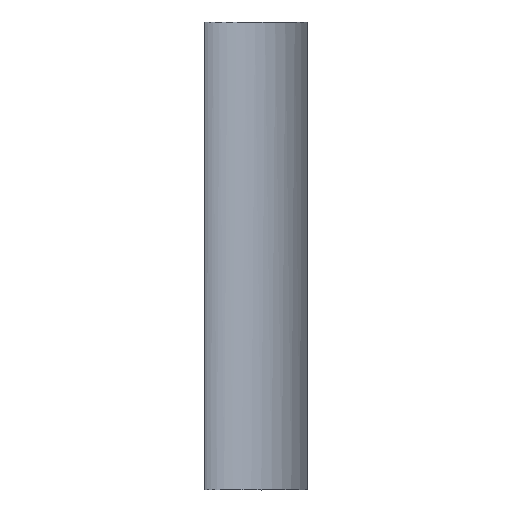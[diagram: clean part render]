
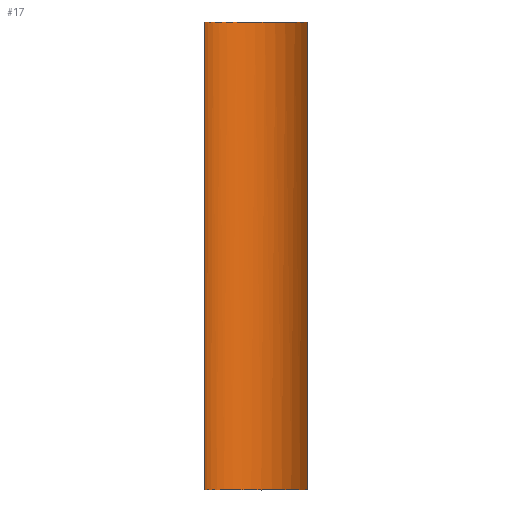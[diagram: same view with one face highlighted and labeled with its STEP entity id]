
A CAD part, top view. The second image highlights one B-rep face of the part: STEP entity #17.
In plain terms, the highlighted cylindrical face has radius 13 mm (diameter 26 mm), a partial arc.
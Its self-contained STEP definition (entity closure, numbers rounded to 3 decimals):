
#17 = ADVANCED_FACE('',(#18),#31,.T.);
#18 = FACE_BOUND('',#19,.T.);
#19 = EDGE_LOOP('',(#20,#41,#81,#95));
#20 = ORIENTED_EDGE('',*,*,#21,.T.);
#21 = EDGE_CURVE('',#22,#24,#26,.T.);
#22 = VERTEX_POINT('',#23);
#23 = CARTESIAN_POINT('',(-41.562,-50.,14.652));
#24 = VERTEX_POINT('',#25);
#25 = CARTESIAN_POINT('',(-41.562,50.,14.652));
#26 = SURFACE_CURVE('',#27,(#30),.PCURVE_S1.);
#27 = B_SPLINE_CURVE_WITH_KNOTS('',1,(#28,#29),.UNSPECIFIED.,.F.,.F.,(2,
    2),(-5.,5.),.PIECEWISE_BEZIER_KNOTS.);
#28 = CARTESIAN_POINT('',(-41.562,-50.,14.652));
#29 = CARTESIAN_POINT('',(-41.562,50.,14.652));
#30 = PCURVE('',#31,#36);
#31 = CYLINDRICAL_SURFACE('',#32,13.);
#32 = AXIS2_PLACEMENT_3D('',#33,#34,#35);
#33 = CARTESIAN_POINT('',(-29.,0.,18.));
#34 = DIRECTION('',(0.,1.,0.));
#35 = DIRECTION('',(0.,-0.,1.));
#36 = DEFINITIONAL_REPRESENTATION('',(#37),#40);
#37 = B_SPLINE_CURVE_WITH_KNOTS('',1,(#38,#39),.UNSPECIFIED.,.F.,.F.,(2,
    2),(-5.,5.),.PIECEWISE_BEZIER_KNOTS.);
#38 = CARTESIAN_POINT('',(4.452,-50.));
#39 = CARTESIAN_POINT('',(4.452,50.));
#40 = ( GEOMETRIC_REPRESENTATION_CONTEXT(2) 
PARAMETRIC_REPRESENTATION_CONTEXT() REPRESENTATION_CONTEXT('2D SPACE',''
  ) );
#41 = ORIENTED_EDGE('',*,*,#42,.T.);
#42 = EDGE_CURVE('',#24,#43,#45,.T.);
#43 = VERTEX_POINT('',#44);
#44 = CARTESIAN_POINT('',(-19.575,50.,9.046));
#45 = SURFACE_CURVE('',#46,(#52),.PCURVE_S1.);
#46 = ( BOUNDED_CURVE() B_SPLINE_CURVE(2,(#47,#48,#49,#50,#51),
.UNSPECIFIED.,.F.,.F.) B_SPLINE_CURVE_WITH_KNOTS((3,2,3),(
    -2.121,-1.061,0.),.UNSPECIFIED.) 
CURVE() GEOMETRIC_REPRESENTATION_ITEM() RATIONAL_B_SPLINE_CURVE((1.,
0.863,1.,0.863,1.)) REPRESENTATION_ITEM('') );
#47 = CARTESIAN_POINT('',(-41.562,50.,14.652));
#48 = CARTESIAN_POINT('',(-39.598,50.,7.286));
#49 = CARTESIAN_POINT('',(-32.212,50.,5.403));
#50 = CARTESIAN_POINT('',(-24.825,50.,3.52));
#51 = CARTESIAN_POINT('',(-19.575,50.,9.046));
#52 = PCURVE('',#31,#53);
#53 = DEFINITIONAL_REPRESENTATION('',(#54),#80);
#54 = B_SPLINE_CURVE_WITH_KNOTS('',3,(#55,#56,#57,#58,#59,#60,#61,#62,
    #63,#64,#65,#66,#67,#68,#69,#70,#71,#72,#73,#74,#75,#76,#77,#78,#79)
  ,.UNSPECIFIED.,.F.,.F.,(4,1,1,1,1,1,1,1,1,1,1,1,1,1,1,1,1,1,1,1,1,1,4)
  ,(-2.121,-2.025,-1.929,-1.832,
    -1.736,-1.639,-1.543,-1.446,
    -1.35,-1.254,-1.157,-1.061,
    -0.964,-0.868,-0.771,-0.675,
    -0.579,-0.482,-0.386,-0.289,
    -0.193,-0.096,0.),
  .UNSPECIFIED.);
#55 = CARTESIAN_POINT('',(4.452,50.));
#56 = CARTESIAN_POINT('',(4.421,50.));
#57 = CARTESIAN_POINT('',(4.359,50.));
#58 = CARTESIAN_POINT('',(4.264,50.));
#59 = CARTESIAN_POINT('',(4.167,50.));
#60 = CARTESIAN_POINT('',(4.07,50.));
#61 = CARTESIAN_POINT('',(3.971,50.));
#62 = CARTESIAN_POINT('',(3.872,50.));
#63 = CARTESIAN_POINT('',(3.774,50.));
#64 = CARTESIAN_POINT('',(3.676,50.));
#65 = CARTESIAN_POINT('',(3.579,50.));
#66 = CARTESIAN_POINT('',(3.484,50.));
#67 = CARTESIAN_POINT('',(3.391,50.));
#68 = CARTESIAN_POINT('',(3.299,50.));
#69 = CARTESIAN_POINT('',(3.203,50.));
#70 = CARTESIAN_POINT('',(3.107,50.));
#71 = CARTESIAN_POINT('',(3.009,50.));
#72 = CARTESIAN_POINT('',(2.91,50.));
#73 = CARTESIAN_POINT('',(2.811,50.));
#74 = CARTESIAN_POINT('',(2.713,50.));
#75 = CARTESIAN_POINT('',(2.615,50.));
#76 = CARTESIAN_POINT('',(2.518,50.));
#77 = CARTESIAN_POINT('',(2.423,50.));
#78 = CARTESIAN_POINT('',(2.361,50.));
#79 = CARTESIAN_POINT('',(2.331,50.));
#80 = ( GEOMETRIC_REPRESENTATION_CONTEXT(2) 
PARAMETRIC_REPRESENTATION_CONTEXT() REPRESENTATION_CONTEXT('2D SPACE',''
  ) );
#81 = ORIENTED_EDGE('',*,*,#82,.T.);
#82 = EDGE_CURVE('',#43,#83,#85,.T.);
#83 = VERTEX_POINT('',#84);
#84 = CARTESIAN_POINT('',(-19.575,-50.,9.046));
#85 = SURFACE_CURVE('',#86,(#89),.PCURVE_S1.);
#86 = B_SPLINE_CURVE_WITH_KNOTS('',1,(#87,#88),.UNSPECIFIED.,.F.,.F.,(2,
    2),(-5.,5.),.PIECEWISE_BEZIER_KNOTS.);
#87 = CARTESIAN_POINT('',(-19.575,50.,9.046));
#88 = CARTESIAN_POINT('',(-19.575,-50.,9.046));
#89 = PCURVE('',#31,#90);
#90 = DEFINITIONAL_REPRESENTATION('',(#91),#94);
#91 = B_SPLINE_CURVE_WITH_KNOTS('',1,(#92,#93),.UNSPECIFIED.,.F.,.F.,(2,
    2),(-5.,5.),.PIECEWISE_BEZIER_KNOTS.);
#92 = CARTESIAN_POINT('',(2.331,50.));
#93 = CARTESIAN_POINT('',(2.331,-50.));
#94 = ( GEOMETRIC_REPRESENTATION_CONTEXT(2) 
PARAMETRIC_REPRESENTATION_CONTEXT() REPRESENTATION_CONTEXT('2D SPACE',''
  ) );
#95 = ORIENTED_EDGE('',*,*,#96,.T.);
#96 = EDGE_CURVE('',#83,#22,#97,.T.);
#97 = SURFACE_CURVE('',#98,(#104),.PCURVE_S1.);
#98 = ( BOUNDED_CURVE() B_SPLINE_CURVE(2,(#99,#100,#101,#102,#103),
.UNSPECIFIED.,.F.,.F.) B_SPLINE_CURVE_WITH_KNOTS((3,2,3),(
    0.,1.061,2.121),.UNSPECIFIED.) 
CURVE() GEOMETRIC_REPRESENTATION_ITEM() RATIONAL_B_SPLINE_CURVE((1.,
0.863,1.,0.863,1.)) REPRESENTATION_ITEM('') );
#99 = CARTESIAN_POINT('',(-19.575,-50.,9.046));
#100 = CARTESIAN_POINT('',(-24.825,-50.,3.52));
#101 = CARTESIAN_POINT('',(-32.212,-50.,5.403));
#102 = CARTESIAN_POINT('',(-39.598,-50.,7.286));
#103 = CARTESIAN_POINT('',(-41.562,-50.,14.652));
#104 = PCURVE('',#31,#105);
#105 = DEFINITIONAL_REPRESENTATION('',(#106),#132);
#106 = B_SPLINE_CURVE_WITH_KNOTS('',3,(#107,#108,#109,#110,#111,#112,
    #113,#114,#115,#116,#117,#118,#119,#120,#121,#122,#123,#124,#125,
    #126,#127,#128,#129,#130,#131),.UNSPECIFIED.,.F.,.F.,(4,1,1,1,1,1,1,
    1,1,1,1,1,1,1,1,1,1,1,1,1,1,1,4),(0.,
    0.096,0.193,0.289,0.386,
    0.482,0.579,0.675,0.771,
    0.868,0.964,1.061,1.157,
    1.254,1.35,1.446,1.543,
    1.639,1.736,1.832,1.929,
    2.025,2.121),.UNSPECIFIED.);
#107 = CARTESIAN_POINT('',(2.331,-50.));
#108 = CARTESIAN_POINT('',(2.361,-50.));
#109 = CARTESIAN_POINT('',(2.423,-50.));
#110 = CARTESIAN_POINT('',(2.518,-50.));
#111 = CARTESIAN_POINT('',(2.615,-50.));
#112 = CARTESIAN_POINT('',(2.713,-50.));
#113 = CARTESIAN_POINT('',(2.811,-50.));
#114 = CARTESIAN_POINT('',(2.91,-50.));
#115 = CARTESIAN_POINT('',(3.009,-50.));
#116 = CARTESIAN_POINT('',(3.107,-50.));
#117 = CARTESIAN_POINT('',(3.203,-50.));
#118 = CARTESIAN_POINT('',(3.299,-50.));
#119 = CARTESIAN_POINT('',(3.391,-50.));
#120 = CARTESIAN_POINT('',(3.484,-50.));
#121 = CARTESIAN_POINT('',(3.579,-50.));
#122 = CARTESIAN_POINT('',(3.676,-50.));
#123 = CARTESIAN_POINT('',(3.774,-50.));
#124 = CARTESIAN_POINT('',(3.872,-50.));
#125 = CARTESIAN_POINT('',(3.971,-50.));
#126 = CARTESIAN_POINT('',(4.07,-50.));
#127 = CARTESIAN_POINT('',(4.167,-50.));
#128 = CARTESIAN_POINT('',(4.264,-50.));
#129 = CARTESIAN_POINT('',(4.359,-50.));
#130 = CARTESIAN_POINT('',(4.421,-50.));
#131 = CARTESIAN_POINT('',(4.452,-50.));
#132 = ( GEOMETRIC_REPRESENTATION_CONTEXT(2) 
PARAMETRIC_REPRESENTATION_CONTEXT() REPRESENTATION_CONTEXT('2D SPACE',''
  ) );
